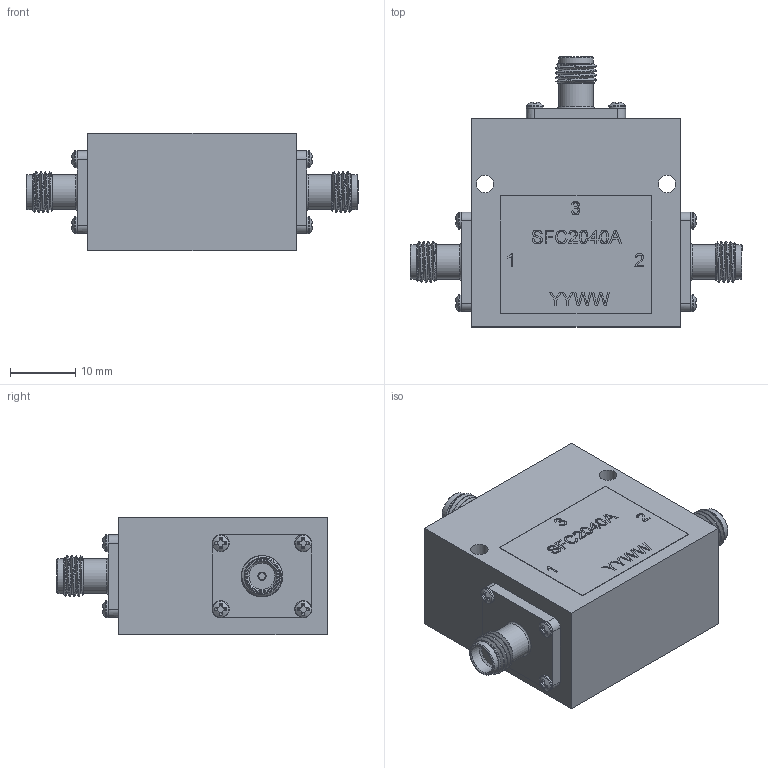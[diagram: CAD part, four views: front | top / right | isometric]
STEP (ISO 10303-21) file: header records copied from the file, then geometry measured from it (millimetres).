
FILE_DESCRIPTION (( 'STEP AP203' ), '1' );
FILE_NAME ('SFC2040A_3D.step', '2021-04-15T21:25:23', ( '' ), ( '' ), 'SwSTEP 2.0', 'SolidWorks 2020', '' );
FILE_SCHEMA (( 'CONFIG_CONTROL_DESIGN' ));
Length unit declared in the file: inch
Products named in the file (1): SFC2040A_3D
Bounding box: 51.05 x 41.52 x 18.08 mm (x, y, z)
Volume: 19648.7 mm3; surface area: 5910 mm2
Topology: 1 solids, 14 shells, 659 faces, 1704 edges, 1128 vertices
Faces by surface type: plane 406, bspline 127, cone 63, cylinder 60, torus 3
Full cylindrical faces by diameter (mm): 1.016 x3, 1.092 x12, 1.27 x4, 2.591 x12, 2.7 x2, 4.521 x3, 5.08 x3, 5.334 x6
Entity records: 28285 total; most frequent: CARTESIAN_POINT 13986, ORIENTED_EDGE 3198, DIRECTION 2297, EDGE_CURVE 1599, VERTEX_POINT 1092, LINE 811, VECTOR 811, EDGE_LOOP 789
